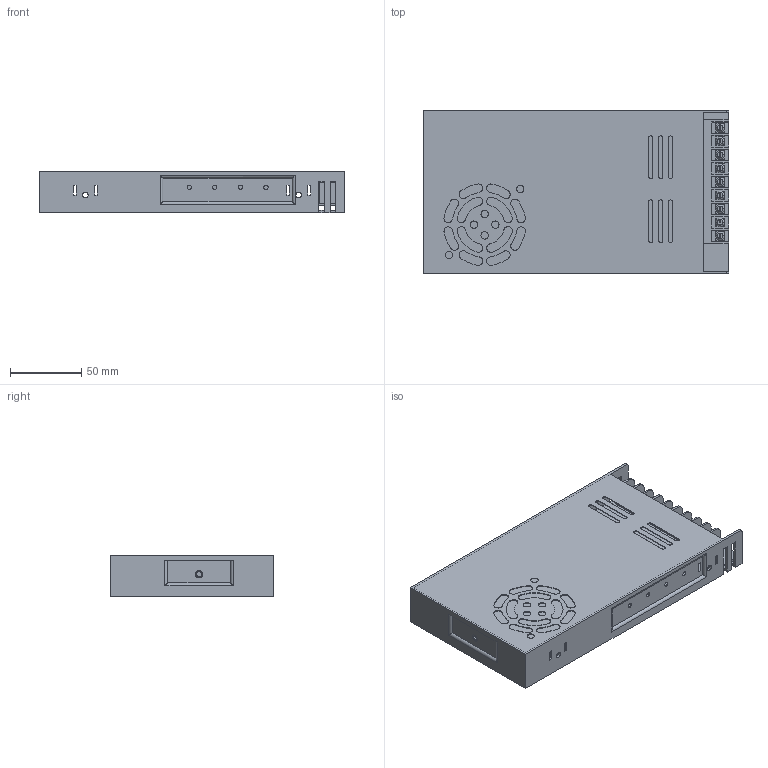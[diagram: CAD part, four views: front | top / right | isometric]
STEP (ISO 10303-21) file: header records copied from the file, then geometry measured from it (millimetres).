
FILE_DESCRIPTION (( 'STEP AP214' ), '1' );
FILE_NAME ('F660LSE-9.5-9P-V1.0.STEP', '2025-03-31T08:32:34', ( '' ), ( '' ), 'SwSTEP 2.0', 'SolidWorks 2020', '' );
FILE_SCHEMA (( 'AUTOMOTIVE_DESIGN' ));
Length unit declared in the file: millimetre
Products named in the file (1): F660LSE-9.5-9P-V1.0
Bounding box: 215 x 115 x 29.4 mm (x, y, z)
Volume: 114084.4 mm3; surface area: 172004.4 mm2
Topology: 1 solids, 1 shells, 440 faces, 1248 edges, 826 vertices
Faces by surface type: plane 248, cylinder 172, torus 20
Entity records: 14709 total; most frequent: CARTESIAN_POINT 2822, ORIENTED_EDGE 2496, DIRECTION 2420, EDGE_CURVE 1248, VERTEX_POINT 826, VECTOR 810, LINE 810, AXIS2_PLACEMENT_3D 805
